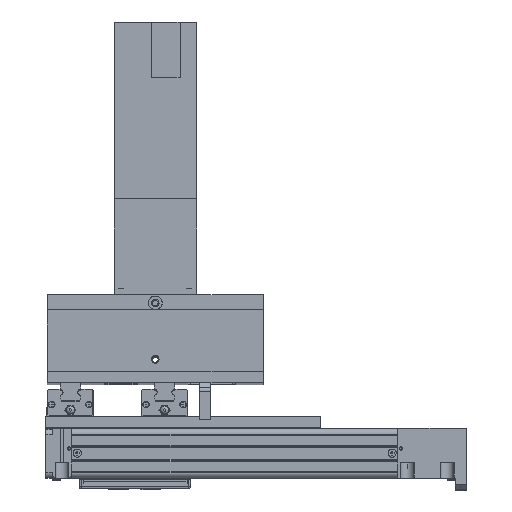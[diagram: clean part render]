
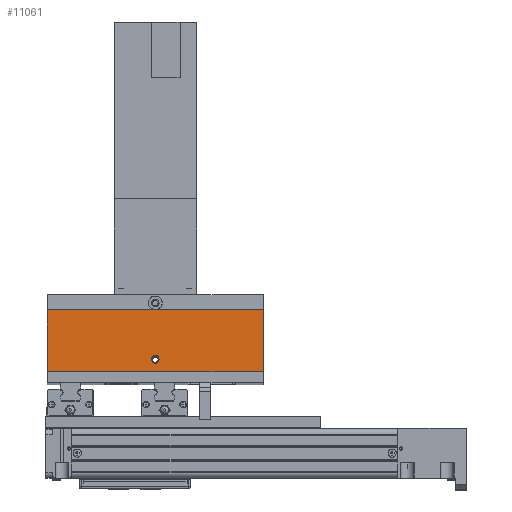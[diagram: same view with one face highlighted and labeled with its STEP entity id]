
A CAD part, top view. The second image highlights one B-rep face of the part: STEP entity #11061.
In plain terms, the highlighted free-form (B-spline) face has degree [1, 1] with [2, 2] control points.
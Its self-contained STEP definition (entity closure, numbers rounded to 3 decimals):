
#10897 = EDGE_CURVE('',#10898,#10898,#10900,.T.);
#10898 = VERTEX_POINT('',#10899);
#10899 = CARTESIAN_POINT('',(-5.184,-18.864,
    383.46));
#10900 = ( BOUNDED_CURVE() B_SPLINE_CURVE(2,(#10901,#10902,#10903,#10904
    ,#10905,#10906,#10907),.UNSPECIFIED.,.T.,.F.) 
B_SPLINE_CURVE_WITH_KNOTS((3,2,2,3),(3.142,5.236,
7.33,9.425),.PIECEWISE_BEZIER_KNOTS.) CURVE() 
GEOMETRIC_REPRESENTATION_ITEM() RATIONAL_B_SPLINE_CURVE((1.,0.5,1.,0.5,
1.,0.5,1.)) REPRESENTATION_ITEM('') );
#10901 = CARTESIAN_POINT('',(-5.184,-18.864,
    383.46));
#10902 = CARTESIAN_POINT('',(-5.184,-23.265,
    383.46));
#10903 = CARTESIAN_POINT('',(-8.995,-21.064,
    383.46));
#10904 = CARTESIAN_POINT('',(-12.807,-18.864,
    383.46));
#10905 = CARTESIAN_POINT('',(-8.995,-16.663,
    383.46));
#10906 = CARTESIAN_POINT('',(-5.184,-14.463,
    383.46));
#10907 = CARTESIAN_POINT('',(-5.184,-18.864,
    383.46));
#10978 = VERTEX_POINT('',#10979);
#10979 = CARTESIAN_POINT('',(-80.259,-27.18,
    383.46));
#10984 = EDGE_CURVE('',#10985,#10978,#10987,.T.);
#10985 = VERTEX_POINT('',#10986);
#10986 = CARTESIAN_POINT('',(-80.259,14.4,
    383.46));
#10987 = B_SPLINE_CURVE_WITH_KNOTS('',1,(#10988,#10989),.UNSPECIFIED.,
  .F.,.F.,(2,2),(-45.,0.),.PIECEWISE_BEZIER_KNOTS.);
#10988 = CARTESIAN_POINT('',(-80.259,14.4,
    383.46));
#10989 = CARTESIAN_POINT('',(-80.259,-27.18,
    383.46));
#11006 = EDGE_CURVE('',#11007,#10985,#11009,.T.);
#11007 = VERTEX_POINT('',#11008);
#11008 = CARTESIAN_POINT('',(64.809,14.4,
    383.46));
#11009 = B_SPLINE_CURVE_WITH_KNOTS('',1,(#11010,#11011),.UNSPECIFIED.,
  .F.,.F.,(2,2),(-157.,0.),.PIECEWISE_BEZIER_KNOTS.);
#11010 = CARTESIAN_POINT('',(64.809,14.4,
    383.46));
#11011 = CARTESIAN_POINT('',(-80.259,14.4,
    383.46));
#11028 = EDGE_CURVE('',#11029,#11007,#11031,.T.);
#11029 = VERTEX_POINT('',#11030);
#11030 = CARTESIAN_POINT('',(64.809,-27.18,
    383.46));
#11031 = B_SPLINE_CURVE_WITH_KNOTS('',1,(#11032,#11033),.UNSPECIFIED.,
  .F.,.F.,(2,2),(-45.,0.),.PIECEWISE_BEZIER_KNOTS.);
#11032 = CARTESIAN_POINT('',(64.809,-27.18,
    383.46));
#11033 = CARTESIAN_POINT('',(64.809,14.4,
    383.46));
#11050 = EDGE_CURVE('',#10978,#11029,#11051,.T.);
#11051 = B_SPLINE_CURVE_WITH_KNOTS('',1,(#11052,#11053),.UNSPECIFIED.,
  .F.,.F.,(2,2),(-157.,0.),.PIECEWISE_BEZIER_KNOTS.);
#11052 = CARTESIAN_POINT('',(-80.259,-27.18,
    383.46));
#11053 = CARTESIAN_POINT('',(64.809,-27.18,
    383.46));
#11061 = ADVANCED_FACE('',(#11062,#11068),#11071,.T.);
#11062 = FACE_BOUND('',#11063,.T.);
#11063 = EDGE_LOOP('',(#11064,#11065,#11066,#11067));
#11064 = ORIENTED_EDGE('',*,*,#11050,.T.);
#11065 = ORIENTED_EDGE('',*,*,#11028,.T.);
#11066 = ORIENTED_EDGE('',*,*,#11006,.T.);
#11067 = ORIENTED_EDGE('',*,*,#10984,.T.);
#11068 = FACE_BOUND('',#11069,.T.);
#11069 = EDGE_LOOP('',(#11070));
#11070 = ORIENTED_EDGE('',*,*,#10897,.T.);
#11071 = B_SPLINE_SURFACE_WITH_KNOTS('',1,1,(
    (#11072,#11073)
    ,(#11074,#11075
  )),.UNSPECIFIED.,.F.,.F.,.F.,(2,2),(2,2),(-78.5,78.5),(-22.5,22.5),
  .PIECEWISE_BEZIER_KNOTS.);
#11072 = CARTESIAN_POINT('',(-80.259,-27.18,
    383.46));
#11073 = CARTESIAN_POINT('',(-80.259,14.4,
    383.46));
#11074 = CARTESIAN_POINT('',(64.809,-27.18,
    383.46));
#11075 = CARTESIAN_POINT('',(64.809,14.4,
    383.46));
